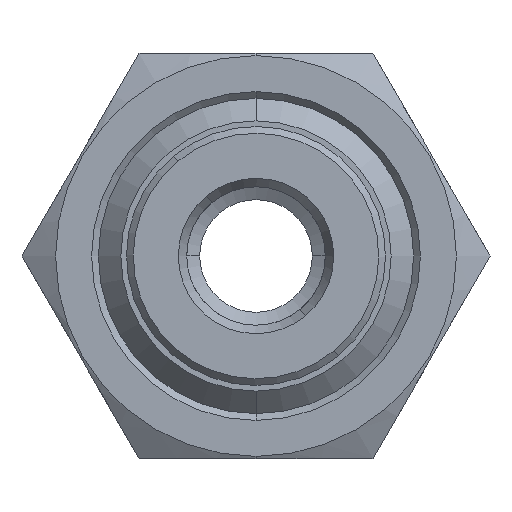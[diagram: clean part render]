
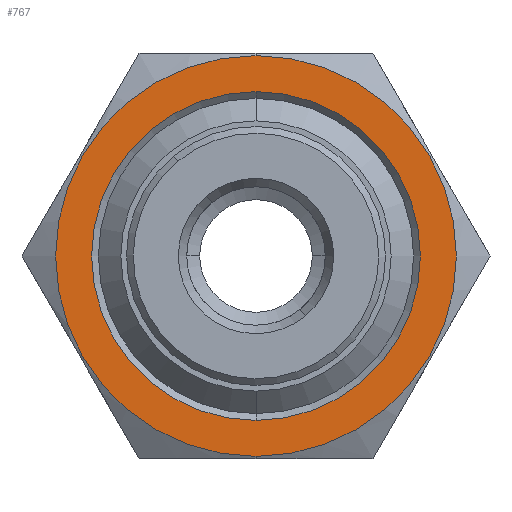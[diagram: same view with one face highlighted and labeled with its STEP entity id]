
A CAD part, front view. The second image highlights one B-rep face of the part: STEP entity #767.
In plain terms, the highlighted planar face has unit normal (0, -1, 0).
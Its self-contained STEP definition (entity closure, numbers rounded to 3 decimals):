
#13 = VERTEX_POINT ( 'NONE', #843 ) ;
#15 = EDGE_CURVE ( 'NONE', #130, #13, #836, .T. ) ;
#104 = EDGE_CURVE ( 'NONE', #177, #178, #1118, .T. ) ;
#130 = VERTEX_POINT ( 'NONE', #1149 ) ;
#177 = VERTEX_POINT ( 'NONE', #1248 ) ;
#178 = VERTEX_POINT ( 'NONE', #1247 ) ;
#601 = ORIENTED_EDGE ( 'NONE', *, *, #764, .T. ) ;
#602 = EDGE_CURVE ( 'NONE', #178, #177, #1958, .T. ) ;
#603 = ORIENTED_EDGE ( 'NONE', *, *, #15, .T. ) ;
#606 = EDGE_LOOP ( 'NONE', ( #765, #678 ) ) ;
#678 = ORIENTED_EDGE ( 'NONE', *, *, #602, .F. ) ;
#764 = EDGE_CURVE ( 'NONE', #13, #130, #2158, .T. ) ;
#765 = ORIENTED_EDGE ( 'NONE', *, *, #104, .F. ) ;
#766 = EDGE_LOOP ( 'NONE', ( #603, #601 ) ) ;
#767 = ADVANCED_FACE ( 'NONE', ( #2218, #2217 ), #2216, .T. ) ;
#834 = CARTESIAN_POINT ( 'NONE',  ( 0., -8., 0. ) ) ;
#835 = AXIS2_PLACEMENT_3D ( 'NONE', #834, #879, #878 ) ;
#836 = CIRCLE ( 'NONE', #835, 7.3 ) ;
#843 = CARTESIAN_POINT ( 'NONE',  ( 0., -8., -7.3 ) ) ;
#878 = DIRECTION ( 'NONE',  ( 0., 0., -1. ) ) ;
#879 = DIRECTION ( 'NONE',  ( 0., 1., 0. ) ) ;
#1115 = DIRECTION ( 'NONE',  ( 0., 1., 0. ) ) ;
#1116 = CARTESIAN_POINT ( 'NONE',  ( 0., -8., 0. ) ) ;
#1117 = AXIS2_PLACEMENT_3D ( 'NONE', #1116, #1115, #1132 ) ;
#1118 = CIRCLE ( 'NONE', #1117, 8.9 ) ;
#1132 = DIRECTION ( 'NONE',  ( 0., 0., -1. ) ) ;
#1149 = CARTESIAN_POINT ( 'NONE',  ( 0., -8., 7.3 ) ) ;
#1247 = CARTESIAN_POINT ( 'NONE',  ( 0., -8., 8.9 ) ) ;
#1248 = CARTESIAN_POINT ( 'NONE',  ( 0., -8., -8.9 ) ) ;
#1954 = DIRECTION ( 'NONE',  ( 0., 0., -1. ) ) ;
#1955 = DIRECTION ( 'NONE',  ( 0., 1., 0. ) ) ;
#1956 = CARTESIAN_POINT ( 'NONE',  ( 0., -8., 0. ) ) ;
#1957 = AXIS2_PLACEMENT_3D ( 'NONE', #1956, #1955, #1954 ) ;
#1958 = CIRCLE ( 'NONE', #1957, 8.9 ) ;
#2154 = CARTESIAN_POINT ( 'NONE',  ( 0., -8., 0. ) ) ;
#2158 = CIRCLE ( 'NONE', #2221, 7.3 ) ;
#2211 = DIRECTION ( 'NONE',  ( 0., 0., 1. ) ) ;
#2212 = DIRECTION ( 'NONE',  ( 0., -1., 0. ) ) ;
#2213 = CARTESIAN_POINT ( 'NONE',  ( -8.9, -8., 0. ) ) ;
#2215 = AXIS2_PLACEMENT_3D ( 'NONE', #2213, #2212, #2211 ) ;
#2216 = PLANE ( 'NONE',  #2215 ) ;
#2217 = FACE_OUTER_BOUND ( 'NONE', #606, .T. ) ;
#2218 = FACE_BOUND ( 'NONE', #766, .T. ) ;
#2219 = DIRECTION ( 'NONE',  ( 0., 0., -1. ) ) ;
#2220 = DIRECTION ( 'NONE',  ( 0., 1., 0. ) ) ;
#2221 = AXIS2_PLACEMENT_3D ( 'NONE', #2154, #2220, #2219 ) ;
